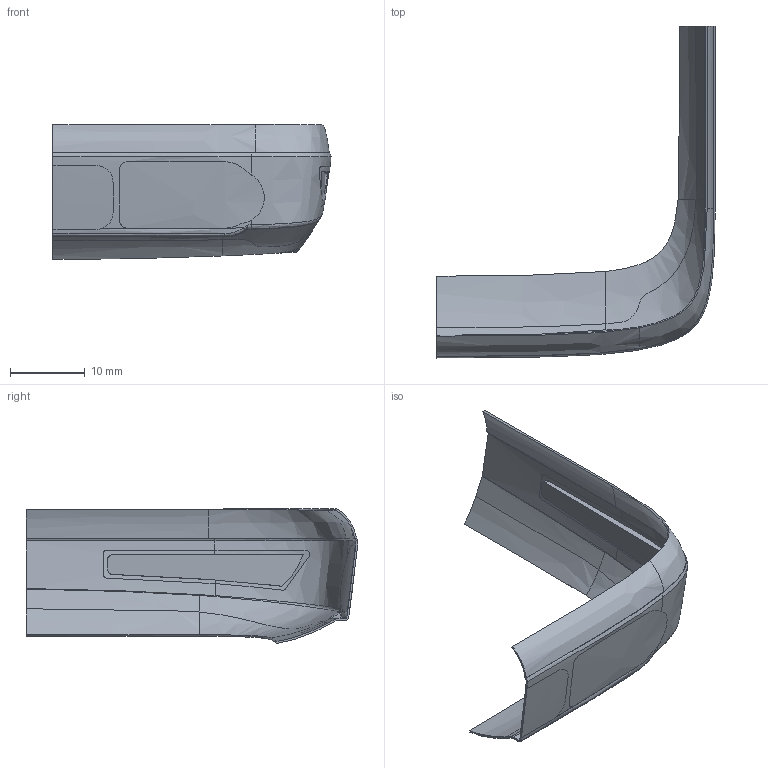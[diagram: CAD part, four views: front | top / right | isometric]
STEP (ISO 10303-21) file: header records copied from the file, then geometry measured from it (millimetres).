
FILE_DESCRIPTION (( 'STEP AP214' ), '1' );
FILE_NAME ('main_body_3.STEP', '2022-01-26T22:01:05', ( '' ), ( '' ), 'SwSTEP 2.0', 'SolidWorks 2021', '' );
FILE_SCHEMA (( 'AUTOMOTIVE_DESIGN' ));
Length unit declared in the file: millimetre
Products named in the file (1): main_body_3
Bounding box: 37.25 x 44.45 x 18.08 mm (x, y, z)
Volume: 408.7 mm3; surface area: 3277.5 mm2
Topology: 1 solids, 1 shells, 116 faces, 322 edges, 208 vertices
Faces by surface type: bspline 76, cylinder 21, plane 19
Entity records: 13062 total; most frequent: CARTESIAN_POINT 10911, ORIENTED_EDGE 644, EDGE_CURVE 322, B_SPLINE_CURVE_WITH_KNOTS 303, VERTEX_POINT 208, EDGE_LOOP 116, ADVANCED_FACE 116, FACE_OUTER_BOUND 116
